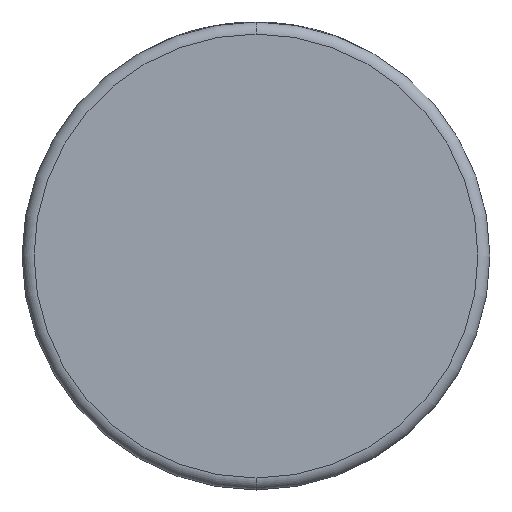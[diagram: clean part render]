
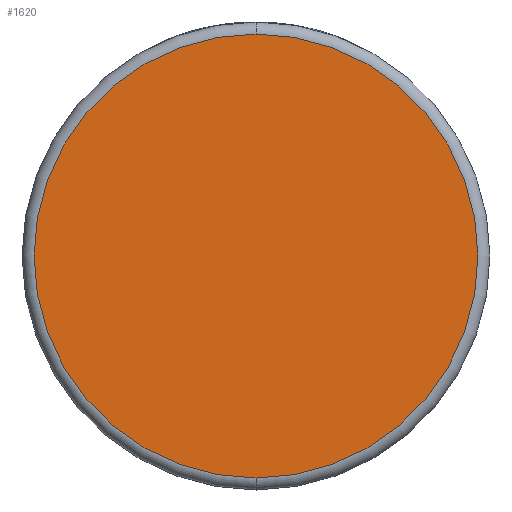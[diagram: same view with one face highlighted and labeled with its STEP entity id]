
A CAD part, front view. The second image highlights one B-rep face of the part: STEP entity #1620.
In plain terms, the highlighted planar face has unit normal (0, -1, 0).
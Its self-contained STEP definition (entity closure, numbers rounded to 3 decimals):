
#84 = CARTESIAN_POINT ( 'NONE',  ( 0., 0., 37. ) ) ;
#231 = CIRCLE ( 'NONE', #2650, 37. ) ;
#729 = DIRECTION ( 'NONE',  ( 0., -1., 0. ) ) ;
#920 = ORIENTED_EDGE ( 'NONE', *, *, #2394, .T. ) ;
#1104 = ORIENTED_EDGE ( 'NONE', *, *, #1384, .T. ) ;
#1109 = CARTESIAN_POINT ( 'NONE',  ( 0., 0., 0. ) ) ;
#1384 = EDGE_CURVE ( 'NONE', #3116, #2306, #3383, .T. ) ;
#1620 = ADVANCED_FACE ( 'NONE', ( #3481 ), #4133, .F. ) ;
#1734 = DIRECTION ( 'NONE',  ( 0., 0., 1. ) ) ;
#1820 = DIRECTION ( 'NONE',  ( 0., -1., 0. ) ) ;
#1865 = CARTESIAN_POINT ( 'NONE',  ( 0., 0., 0. ) ) ;
#2155 = DIRECTION ( 'NONE',  ( 0., 1., 0. ) ) ;
#2306 = VERTEX_POINT ( 'NONE', #2829 ) ;
#2345 = AXIS2_PLACEMENT_3D ( 'NONE', #1865, #2155, #2841 ) ;
#2366 = EDGE_LOOP ( 'NONE', ( #1104, #920 ) ) ;
#2394 = EDGE_CURVE ( 'NONE', #2306, #3116, #231, .T. ) ;
#2650 = AXIS2_PLACEMENT_3D ( 'NONE', #4121, #1820, #2813 ) ;
#2813 = DIRECTION ( 'NONE',  ( 0., 0., 1. ) ) ;
#2829 = CARTESIAN_POINT ( 'NONE',  ( 0., 0., -37. ) ) ;
#2841 = DIRECTION ( 'NONE',  ( 0., 0., 1. ) ) ;
#3116 = VERTEX_POINT ( 'NONE', #84 ) ;
#3383 = CIRCLE ( 'NONE', #4229, 37. ) ;
#3481 = FACE_OUTER_BOUND ( 'NONE', #2366, .T. ) ;
#4121 = CARTESIAN_POINT ( 'NONE',  ( 0., 0., 0. ) ) ;
#4133 = PLANE ( 'NONE',  #2345 ) ;
#4229 = AXIS2_PLACEMENT_3D ( 'NONE', #1109, #729, #1734 ) ;
